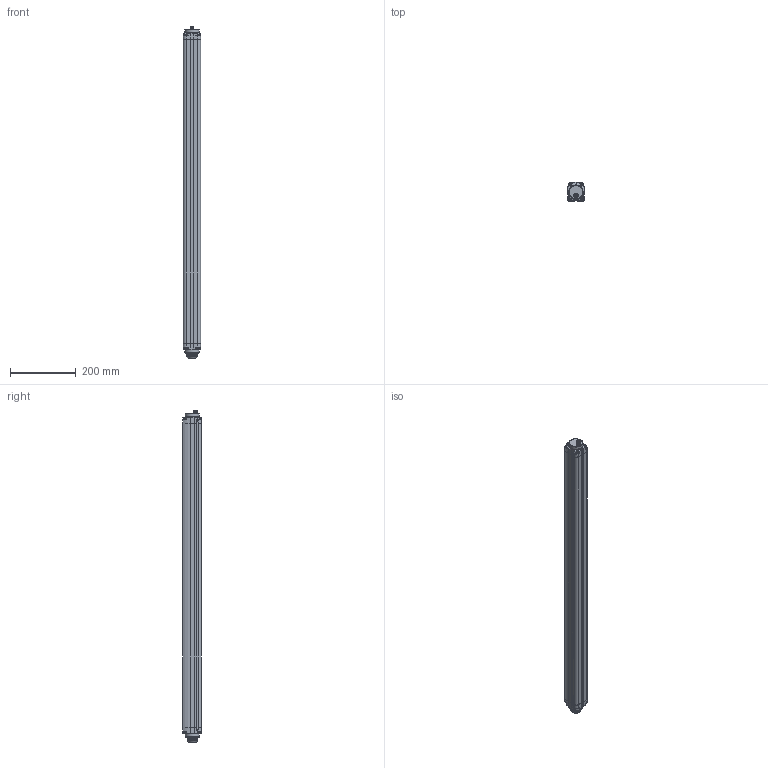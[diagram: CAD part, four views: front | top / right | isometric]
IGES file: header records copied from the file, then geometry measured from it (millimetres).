
Global section: file name: DSD-0237.igs; native system: NX V7.5; preprocessor: SIEMENS PLM Software NX 7.5; date: 20110524.122819; units: millimetre
Bounding box: 52 x 56.93 x 1006.4 mm (x, y, z)
Surface area: 252953.3 mm2 (no closed solid volume)
Topology: 0 solids, 0 shells, 1000 faces, 5862 edges, 5779 vertices
Faces by surface type: bspline 1000
